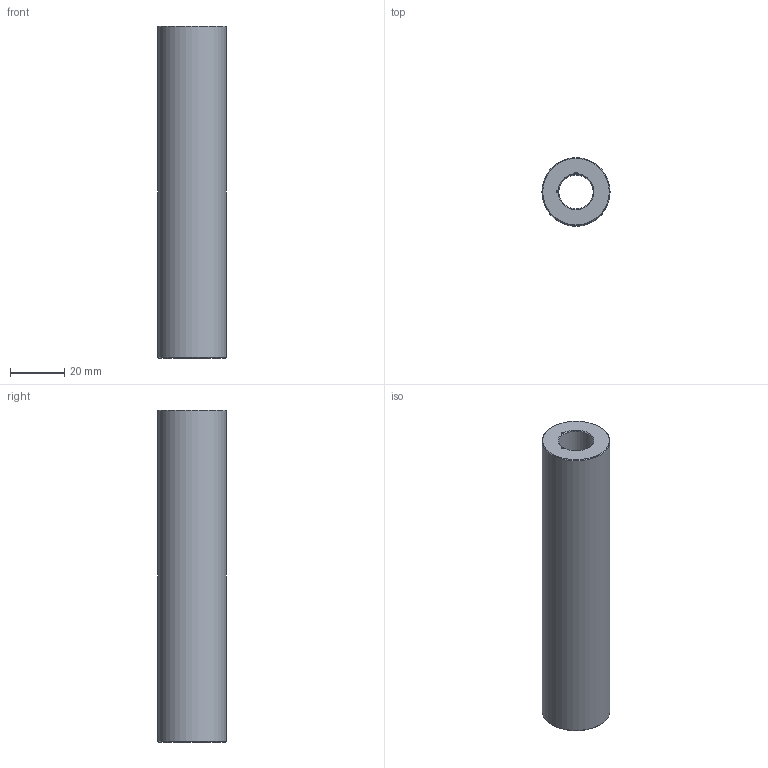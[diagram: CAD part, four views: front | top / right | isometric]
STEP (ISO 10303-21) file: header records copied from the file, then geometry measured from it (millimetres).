
FILE_DESCRIPTION(('FreeCAD Model'),'2;1');
FILE_NAME('Open CASCADE Shape Model','2024-10-09T17:10:55',(''),(''), 'Open CASCADE STEP processor 7.7','FreeCAD','Unknown');
FILE_SCHEMA(('AUTOMOTIVE_DESIGN { 1 0 10303 214 1 1 1 1 }'));
Length unit declared in the file: millimetre
Products named in the file (1): Spacer BUD FRE PLN BU02.00x09.75 - SPN-SPR-0338 (stemfie.org)
Bounding box: 25 x 25 x 121.88 mm (x, y, z)
Volume: 44618 mm3; surface area: 15087.7 mm2
Topology: 1 solids, 1 shells, 491 faces, 1364 edges, 908 vertices
Faces by surface type: plane 301, extrusion 184, cone 4, cylinder 2
Full cylindrical faces by diameter (mm): 12.6 x1, 25 x1
Entity records: 15768 total; most frequent: CARTESIAN_POINT 3868, ORIENTED_EDGE 2728, DIRECTION 1804, EDGE_CURVE 1364, VECTOR 1172, LINE 988, VERTEX_POINT 908, B_SPLINE_CURVE_WITH_KNOTS 552
